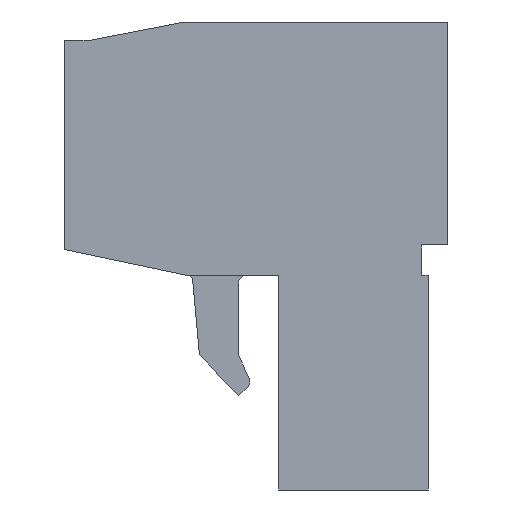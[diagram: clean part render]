
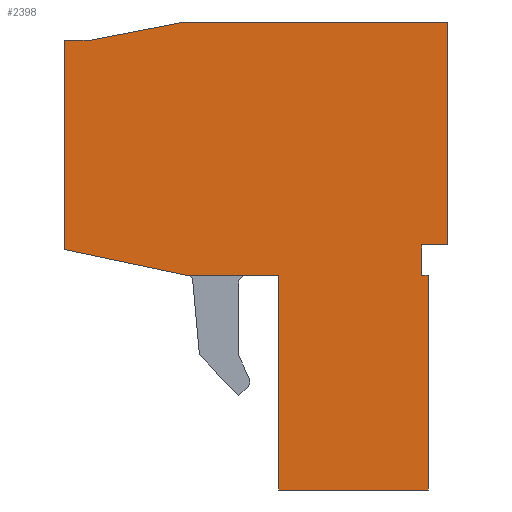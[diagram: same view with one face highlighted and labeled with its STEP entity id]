
A CAD part, left-side view. The second image highlights one B-rep face of the part: STEP entity #2398.
In plain terms, the highlighted planar face has unit normal (-1, 0, 0).
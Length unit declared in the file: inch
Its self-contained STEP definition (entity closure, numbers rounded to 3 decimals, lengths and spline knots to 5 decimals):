
#1=DIRECTION('',(0.,0.,-1.));
#2=VECTOR('',#1,0.343);
#3=CARTESIAN_POINT('',(-0.3935,-0.145,0.215));
#4=LINE('',#3,#2);
#5=DIRECTION('',(0.,1.,0.));
#6=VECTOR('',#5,0.04);
#7=CARTESIAN_POINT('',(-0.3935,-0.145,-0.128));
#8=LINE('',#7,#6);
#9=DIRECTION('',(0.,0.,-1.));
#10=VECTOR('',#9,0.047);
#11=CARTESIAN_POINT('',(-0.3935,-0.105,-0.128));
#12=LINE('',#11,#10);
#13=DIRECTION('',(0.,-1.,0.));
#14=VECTOR('',#13,0.01);
#15=CARTESIAN_POINT('',(-0.3935,-0.105,-0.175));
#16=LINE('',#15,#14);
#17=DIRECTION('',(0.,0.,-1.));
#18=VECTOR('',#17,0.33);
#19=CARTESIAN_POINT('',(-0.3935,-0.115,-0.175));
#20=LINE('',#19,#18);
#21=DIRECTION('',(0.,1.,0.));
#22=VECTOR('',#21,0.23);
#23=CARTESIAN_POINT('',(-0.3935,-0.115,-0.505));
#24=LINE('',#23,#22);
#25=DIRECTION('',(0.,0.,1.));
#26=VECTOR('',#25,0.33);
#27=CARTESIAN_POINT('',(-0.3935,0.115,-0.505));
#28=LINE('',#27,#26);
#29=DIRECTION('',(0.,1.,0.));
#30=VECTOR('',#29,0.14);
#31=CARTESIAN_POINT('',(-0.3935,0.115,-0.175));
#32=LINE('',#31,#30);
#33=DIRECTION('',(0.,0.979,0.206));
#34=VECTOR('',#33,0.19416);
#35=CARTESIAN_POINT('',(-0.3935,0.255,-0.175));
#36=LINE('',#35,#34);
#37=DIRECTION('',(0.,0.,1.));
#38=VECTOR('',#37,0.322);
#39=CARTESIAN_POINT('',(-0.3935,0.445,-0.135));
#40=LINE('',#39,#38);
#41=DIRECTION('',(0.,-1.,0.));
#42=VECTOR('',#41,0.04);
#43=CARTESIAN_POINT('',(-0.3935,0.445,0.187));
#44=LINE('',#43,#42);
#45=DIRECTION('',(0.,-0.982,0.19));
#46=VECTOR('',#45,0.14768);
#47=CARTESIAN_POINT('',(-0.3935,0.405,0.187));
#48=LINE('',#47,#46);
#49=DIRECTION('',(0.,-1.,0.));
#50=VECTOR('',#49,0.405);
#51=CARTESIAN_POINT('',(-0.3935,0.26,0.215));
#52=LINE('',#51,#50);
#1801=CARTESIAN_POINT('',(-0.3935,-0.145,0.215));
#1802=CARTESIAN_POINT('',(-0.3935,-0.145,-0.128));
#1803=VERTEX_POINT('',#1801);
#1804=VERTEX_POINT('',#1802);
#1805=CARTESIAN_POINT('',(-0.3935,-0.105,-0.128));
#1806=VERTEX_POINT('',#1805);
#1807=CARTESIAN_POINT('',(-0.3935,-0.105,-0.175));
#1808=VERTEX_POINT('',#1807);
#1809=CARTESIAN_POINT('',(-0.3935,-0.115,-0.175));
#1810=VERTEX_POINT('',#1809);
#1811=CARTESIAN_POINT('',(-0.3935,-0.115,-0.505));
#1812=VERTEX_POINT('',#1811);
#1813=CARTESIAN_POINT('',(-0.3935,0.115,-0.505));
#1814=VERTEX_POINT('',#1813);
#1815=CARTESIAN_POINT('',(-0.3935,0.115,-0.175));
#1816=VERTEX_POINT('',#1815);
#1817=CARTESIAN_POINT('',(-0.3935,0.255,-0.175));
#1818=VERTEX_POINT('',#1817);
#1819=CARTESIAN_POINT('',(-0.3935,0.445,-0.135));
#1820=CARTESIAN_POINT('',(-0.3935,0.445,0.187));
#1821=VERTEX_POINT('',#1819);
#1822=VERTEX_POINT('',#1820);
#1823=CARTESIAN_POINT('',(-0.3935,0.405,0.187));
#1824=VERTEX_POINT('',#1823);
#1825=CARTESIAN_POINT('',(-0.3935,0.26,0.215));
#1826=VERTEX_POINT('',#1825);
#2365=CARTESIAN_POINT('',(-0.3935,0.,0.));
#2366=DIRECTION('',(1.,0.,0.));
#2367=DIRECTION('',(0.,0.,-1.));
#2368=AXIS2_PLACEMENT_3D('',#2365,#2366,#2367);
#2369=PLANE('',#2368);
#2371=ORIENTED_EDGE('',*,*,#2370,.T.);
#2373=ORIENTED_EDGE('',*,*,#2372,.T.);
#2375=ORIENTED_EDGE('',*,*,#2374,.T.);
#2377=ORIENTED_EDGE('',*,*,#2376,.T.);
#2379=ORIENTED_EDGE('',*,*,#2378,.T.);
#2381=ORIENTED_EDGE('',*,*,#2380,.T.);
#2383=ORIENTED_EDGE('',*,*,#2382,.T.);
#2385=ORIENTED_EDGE('',*,*,#2384,.T.);
#2387=ORIENTED_EDGE('',*,*,#2386,.T.);
#2389=ORIENTED_EDGE('',*,*,#2388,.T.);
#2391=ORIENTED_EDGE('',*,*,#2390,.T.);
#2393=ORIENTED_EDGE('',*,*,#2392,.T.);
#2395=ORIENTED_EDGE('',*,*,#2394,.T.);
#2396=EDGE_LOOP('',(#2371,#2373,#2375,#2377,#2379,#2381,#2383,#2385,#2387,#2389,
#2391,#2393,#2395));
#2397=FACE_OUTER_BOUND('',#2396,.F.);
#2398=ADVANCED_FACE('',(#2397),#2369,.F.);
#2370=EDGE_CURVE('',#1803,#1804,#4,.T.);
#2372=EDGE_CURVE('',#1804,#1806,#8,.T.);
#2374=EDGE_CURVE('',#1806,#1808,#12,.T.);
#2376=EDGE_CURVE('',#1808,#1810,#16,.T.);
#2378=EDGE_CURVE('',#1810,#1812,#20,.T.);
#2380=EDGE_CURVE('',#1812,#1814,#24,.T.);
#2382=EDGE_CURVE('',#1814,#1816,#28,.T.);
#2384=EDGE_CURVE('',#1816,#1818,#32,.T.);
#2386=EDGE_CURVE('',#1818,#1821,#36,.T.);
#2388=EDGE_CURVE('',#1821,#1822,#40,.T.);
#2390=EDGE_CURVE('',#1822,#1824,#44,.T.);
#2392=EDGE_CURVE('',#1824,#1826,#48,.T.);
#2394=EDGE_CURVE('',#1826,#1803,#52,.T.);
